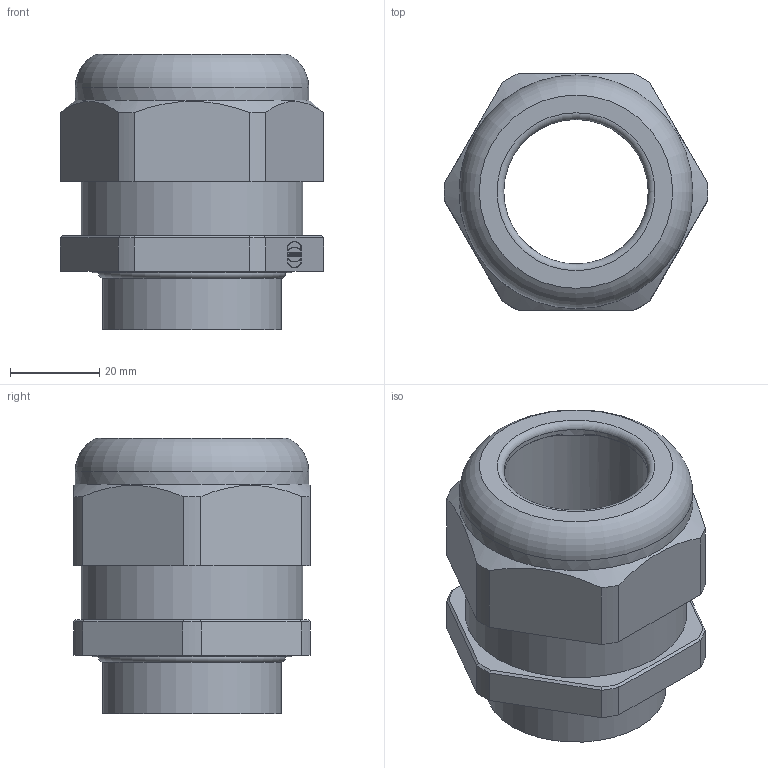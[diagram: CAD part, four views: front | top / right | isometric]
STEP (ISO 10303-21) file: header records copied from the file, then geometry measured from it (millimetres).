
FILE_DESCRIPTION(/* description */ (''),/* implementation_level */ '2;1');
FILE_NAME(/* name */ '100095210ugm000_f.stp',/* time_stamp */ '2019-01-23T16:42:57+01:00',/* author */ (''),/* organization */ (''),/* preprocessor_version */ 'ST-DEVELOPER v16.7',/* originating_system */ 'SIEMENS PLM Software NX 12.0',/* authorisation */ '');
FILE_SCHEMA (('AUTOMOTIVE_DESIGN { 1 0 10303 214 3 1 1 1 }'));
Length unit declared in the file: millimetre
Products named in the file (1): 100095210ugm000_f
Bounding box: 58.83 x 52.9 x 61.5 mm (x, y, z)
Volume: 70428.2 mm3; surface area: 19574.2 mm2
Topology: 1 solids, 1 shells, 899 faces, 2636 edges, 1764 vertices
Faces by surface type: plane 862, cylinder 17, cone 10, bspline 6, torus 4
Full cylindrical faces by diameter (mm): 32.3 x1, 33 x1, 40 x1, 49.517 x1, 52.2 x1
Entity records: 39536 total; most frequent: CARTESIAN_POINT 9391, ORIENTED_EDGE 5230, DIRECTION 4420, EDGE_CURVE 2615, LINE 2526, VECTOR 2526, VERTEX_POINT 1745, AXIS2_PLACEMENT_3D 947
